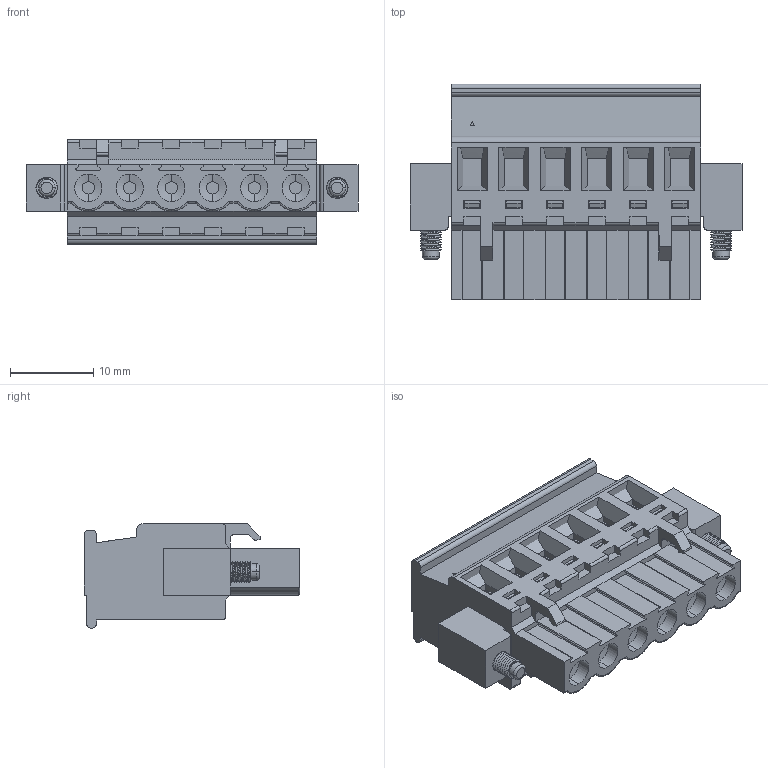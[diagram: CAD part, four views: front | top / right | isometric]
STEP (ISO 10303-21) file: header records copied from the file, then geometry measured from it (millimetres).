
FILE_DESCRIPTION (( 'STEP AP214' ), '1' );
FILE_NAME ('2EDGKAM-5.0-06P-14-00AH.STEP', '2021-03-08T19:24:28', ( '' ), ( '' ), 'SwSTEP 2.0', 'SolidWorks 2020', '' );
FILE_SCHEMA (( 'AUTOMOTIVE_DESIGN' ));
Length unit declared in the file: millimetre
Products named in the file (1): 2EDGKAM-5.0-06P-14-00AH
Bounding box: 40 x 26 x 12.6 mm (x, y, z)
Volume: 6225.5 mm3; surface area: 5247.9 mm2
Topology: 1 solids, 1 shells, 1008 faces, 2584 edges, 1672 vertices
Faces by surface type: plane 628, cylinder 151, bspline 135, torus 66, cone 28
Entity records: 44174 total; most frequent: CARTESIAN_POINT 15016, ORIENTED_EDGE 5166, DIRECTION 4400, EDGE_CURVE 2583, VECTOR 1774, LINE 1774, VERTEX_POINT 1670, AXIS2_PLACEMENT_3D 1313
